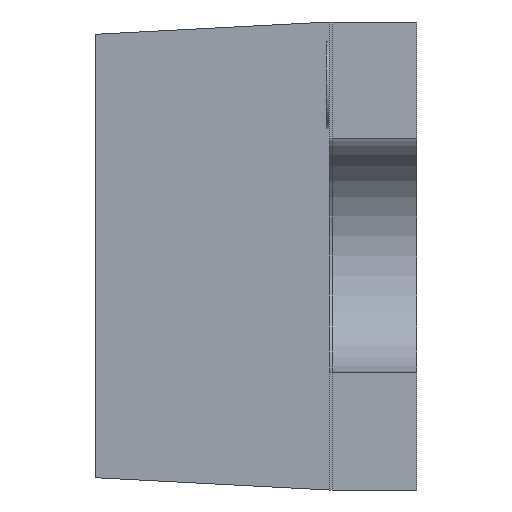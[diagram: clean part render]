
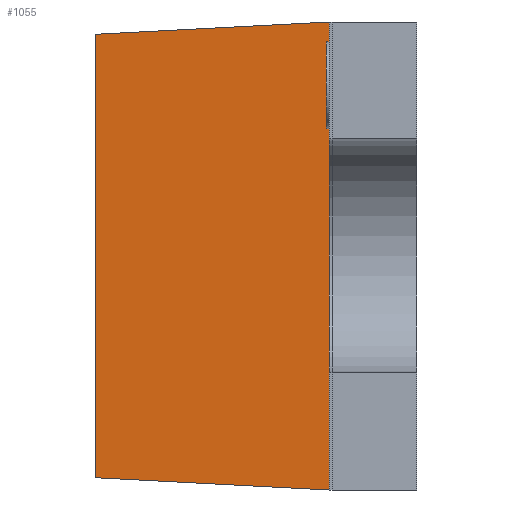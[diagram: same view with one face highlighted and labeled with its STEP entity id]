
A CAD part, left-side view. The second image highlights one B-rep face of the part: STEP entity #1055.
In plain terms, the highlighted planar face has unit normal (-0.999, 0.052, 0).
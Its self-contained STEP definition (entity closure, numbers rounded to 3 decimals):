
#7 = DIRECTION ( 'NONE',  ( 0.052, 0.997, 0.052 ) ) ;
#52 = ORIENTED_EDGE ( 'NONE', *, *, #1079, .F. ) ;
#110 = FACE_OUTER_BOUND ( 'NONE', #629, .T. ) ;
#120 = CARTESIAN_POINT ( 'NONE',  ( -1.052, 0.3, -0.99 ) ) ;
#212 = DIRECTION ( 'NONE',  ( -0.052, -0.997, 0.052 ) ) ;
#226 = CARTESIAN_POINT ( 'NONE',  ( -1.01, 1.1, -0.948 ) ) ;
#250 = VECTOR ( 'NONE', #397, 1000. ) ;
#397 = DIRECTION ( 'NONE',  ( 0., 0., -1. ) ) ;
#427 = AXIS2_PLACEMENT_3D ( 'NONE', #488, #1190, #600 ) ;
#431 = CARTESIAN_POINT ( 'NONE',  ( -1.01, 1.1, 0. ) ) ;
#488 = CARTESIAN_POINT ( 'NONE',  ( -1.052, 0.3, -0.99 ) ) ;
#500 = VERTEX_POINT ( 'NONE', #603 ) ;
#526 = VERTEX_POINT ( 'NONE', #615 ) ;
#554 = LINE ( 'NONE', #706, #250 ) ;
#588 = ORIENTED_EDGE ( 'NONE', *, *, #1281, .F. ) ;
#600 = DIRECTION ( 'NONE',  ( -0.052, -0.999, 0. ) ) ;
#603 = CARTESIAN_POINT ( 'NONE',  ( -1.052, 0.3, -0.99 ) ) ;
#615 = CARTESIAN_POINT ( 'NONE',  ( -1.01, 1.1, 0.568 ) ) ;
#624 = EDGE_CURVE ( 'NONE', #1282, #526, #728, .T. ) ;
#629 = EDGE_LOOP ( 'NONE', ( #1039, #936, #52, #588 ) ) ;
#706 = CARTESIAN_POINT ( 'NONE',  ( -1.052, 0.3, -0.19 ) ) ;
#728 = LINE ( 'NONE', #431, #1248 ) ;
#741 = VERTEX_POINT ( 'NONE', #1284 ) ;
#840 = CARTESIAN_POINT ( 'NONE',  ( -1.01, 1.1, 0.568 ) ) ;
#862 = VECTOR ( 'NONE', #7, 1000. ) ;
#888 = LINE ( 'NONE', #120, #862 ) ;
#891 = EDGE_CURVE ( 'NONE', #500, #1282, #888, .T. ) ;
#936 = ORIENTED_EDGE ( 'NONE', *, *, #891, .F. ) ;
#1039 = ORIENTED_EDGE ( 'NONE', *, *, #624, .F. ) ;
#1055 = ADVANCED_FACE ( 'NONE', ( #110 ), #1185, .T. ) ;
#1073 = LINE ( 'NONE', #840, #1316 ) ;
#1079 = EDGE_CURVE ( 'NONE', #741, #500, #554, .T. ) ;
#1185 = PLANE ( 'NONE',  #427 ) ;
#1190 = DIRECTION ( 'NONE',  ( -0.999, 0.052, 0. ) ) ;
#1248 = VECTOR ( 'NONE', #1263, 1000. ) ;
#1263 = DIRECTION ( 'NONE',  ( 0., 0., 1. ) ) ;
#1281 = EDGE_CURVE ( 'NONE', #526, #741, #1073, .T. ) ;
#1282 = VERTEX_POINT ( 'NONE', #226 ) ;
#1284 = CARTESIAN_POINT ( 'NONE',  ( -1.052, 0.3, 0.61 ) ) ;
#1316 = VECTOR ( 'NONE', #212, 1000. ) ;
